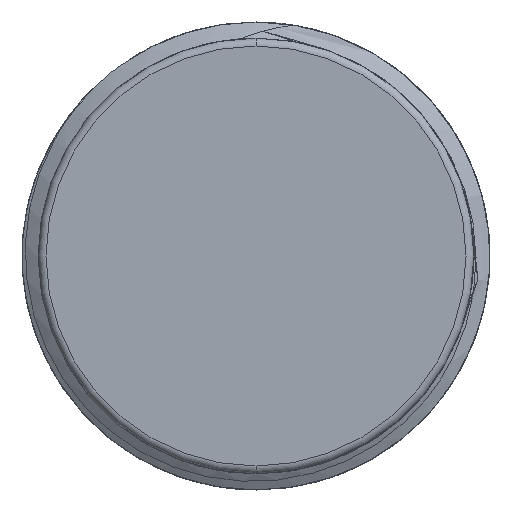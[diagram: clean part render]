
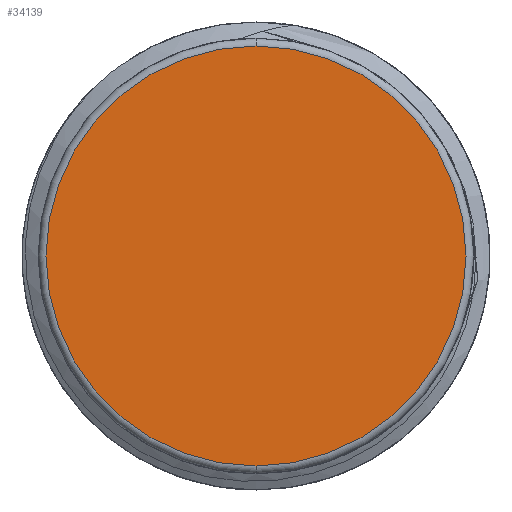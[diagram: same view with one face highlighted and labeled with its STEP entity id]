
A CAD part, left-side view. The second image highlights one B-rep face of the part: STEP entity #34139.
In plain terms, the highlighted planar face has unit normal (-1, 0, 0).
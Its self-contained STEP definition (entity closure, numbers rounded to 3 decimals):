
#359=CARTESIAN_POINT('',(-21.95,0.,2.408));
#360=DIRECTION('',(1.,0.,0.));
#361=DIRECTION('',(0.,0.,-1.));
#362=AXIS2_PLACEMENT_3D('',#359,#360,#361);
#364=CARTESIAN_POINT('',(-21.95,0.,2.408));
#365=DIRECTION('',(1.,0.,0.));
#366=DIRECTION('',(0.,0.,1.));
#367=AXIS2_PLACEMENT_3D('',#364,#365,#366);
#15497=CARTESIAN_POINT('',(-21.95,0.,-5.617));
#15498=CARTESIAN_POINT('',(-21.95,0.,10.433));
#15499=VERTEX_POINT('',#15497);
#15500=VERTEX_POINT('',#15498);
#34129=CARTESIAN_POINT('',(-21.95,0.,-5.558));
#34130=DIRECTION('',(1.,0.,0.));
#34131=DIRECTION('',(0.,1.,0.));
#34132=AXIS2_PLACEMENT_3D('',#34129,#34130,#34131);
#34133=PLANE('',#34132);
#34134=ORIENTED_EDGE('',*,*,#34119,.T.);
#34136=ORIENTED_EDGE('',*,*,#34135,.T.);
#34137=EDGE_LOOP('',(#34134,#34136));
#34138=FACE_OUTER_BOUND('',#34137,.F.);
#34139=ADVANCED_FACE('',(#34138),#34133,.F.);
#363=CIRCLE('',#362,8.025);
#368=CIRCLE('',#367,8.025);
#34119=EDGE_CURVE('',#15499,#15500,#363,.T.);
#34135=EDGE_CURVE('',#15500,#15499,#368,.T.);
